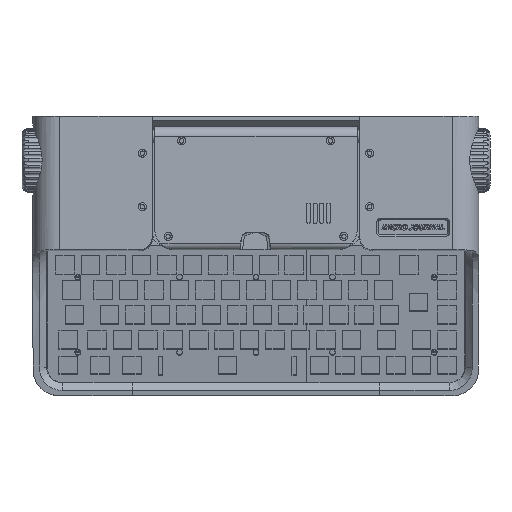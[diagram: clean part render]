
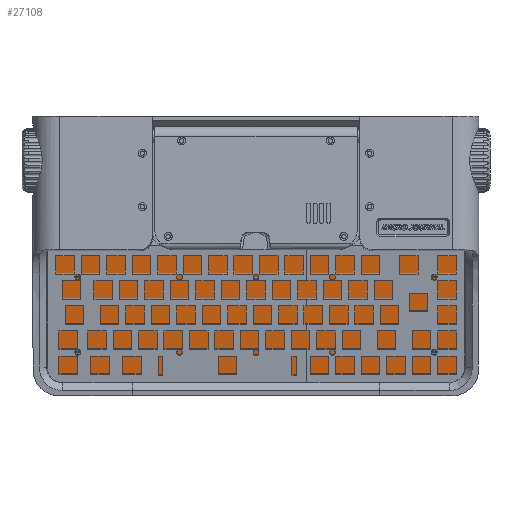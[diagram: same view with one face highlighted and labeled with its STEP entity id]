
A CAD part, top view. The second image highlights one B-rep face of the part: STEP entity #27108.
In plain terms, the highlighted planar face has unit normal (0, -0.174, 0.985).
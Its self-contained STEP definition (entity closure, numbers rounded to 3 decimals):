
#785=FACE_BOUND('',#4129,.T.);
#786=FACE_BOUND('',#4130,.T.);
#787=FACE_BOUND('',#4131,.T.);
#788=FACE_BOUND('',#4132,.T.);
#1050=CIRCLE('',#28685,1.2);
#1052=CIRCLE('',#28688,1.2);
#1054=CIRCLE('',#28691,1.2);
#1056=CIRCLE('',#28694,1.2);
#2544=FACE_OUTER_BOUND('',#4128,.T.);
#4128=EDGE_LOOP('',(#19183,#19184,#19185,#19186));
#4129=EDGE_LOOP('',(#19187));
#4130=EDGE_LOOP('',(#19188));
#4131=EDGE_LOOP('',(#19189));
#4132=EDGE_LOOP('',(#19190));
#6246=LINE('',#39237,#9028);
#6250=LINE('',#39245,#9032);
#6253=LINE('',#39251,#9035);
#6256=LINE('',#39256,#9038);
#9028=VECTOR('',#31779,10.);
#9032=VECTOR('',#31785,10.);
#9035=VECTOR('',#31790,10.);
#9038=VECTOR('',#31795,10.);
#11618=VERTEX_POINT('',#39213);
#11620=VERTEX_POINT('',#39219);
#11622=VERTEX_POINT('',#39225);
#11624=VERTEX_POINT('',#39231);
#11625=VERTEX_POINT('',#39235);
#11626=VERTEX_POINT('',#39236);
#11629=VERTEX_POINT('',#39244);
#11631=VERTEX_POINT('',#39250);
#14501=EDGE_CURVE('',#11618,#11618,#1050,.T.);
#14504=EDGE_CURVE('',#11620,#11620,#1052,.T.);
#14507=EDGE_CURVE('',#11622,#11622,#1054,.T.);
#14510=EDGE_CURVE('',#11624,#11624,#1056,.T.);
#14511=EDGE_CURVE('',#11625,#11626,#6246,.T.);
#14515=EDGE_CURVE('',#11629,#11625,#6250,.T.);
#14518=EDGE_CURVE('',#11631,#11629,#6253,.T.);
#14521=EDGE_CURVE('',#11626,#11631,#6256,.T.);
#19183=ORIENTED_EDGE('',*,*,#14521,.F.);
#19184=ORIENTED_EDGE('',*,*,#14511,.F.);
#19185=ORIENTED_EDGE('',*,*,#14515,.F.);
#19186=ORIENTED_EDGE('',*,*,#14518,.F.);
#19187=ORIENTED_EDGE('',*,*,#14510,.T.);
#19188=ORIENTED_EDGE('',*,*,#14507,.T.);
#19189=ORIENTED_EDGE('',*,*,#14504,.T.);
#19190=ORIENTED_EDGE('',*,*,#14501,.T.);
#26223=PLANE('',#28699);
#27108=ADVANCED_FACE('',(#2544,#785,#786,#787,#788),#26223,.T.);
#28685=AXIS2_PLACEMENT_3D('',#39215,#31754,#31755);
#28688=AXIS2_PLACEMENT_3D('',#39221,#31761,#31762);
#28691=AXIS2_PLACEMENT_3D('',#39227,#31768,#31769);
#28694=AXIS2_PLACEMENT_3D('',#39233,#31775,#31776);
#28699=AXIS2_PLACEMENT_3D('',#39258,#31797,#31798);
#31754=DIRECTION('center_axis',(0.,0.174,-0.985));
#31755=DIRECTION('ref_axis',(1.,0.,0.));
#31761=DIRECTION('center_axis',(0.,0.174,-0.985));
#31762=DIRECTION('ref_axis',(1.,0.,0.));
#31768=DIRECTION('center_axis',(0.,0.174,-0.985));
#31769=DIRECTION('ref_axis',(1.,0.,0.));
#31775=DIRECTION('center_axis',(0.,0.174,-0.985));
#31776=DIRECTION('ref_axis',(1.,0.,0.));
#31779=DIRECTION('',(0.,-0.985,-0.174));
#31785=DIRECTION('',(1.,0.,0.));
#31790=DIRECTION('',(0.,0.985,0.174));
#31795=DIRECTION('',(-1.,0.,0.));
#31797=DIRECTION('center_axis',(0.,-0.174,0.985));
#31798=DIRECTION('ref_axis',(1.,0.,0.));
#39213=CARTESIAN_POINT('',(132.15,-28.631,-7.079));
#39215=CARTESIAN_POINT('Origin',(133.35,-28.631,-7.079));
#39219=CARTESIAN_POINT('',(132.15,27.503,2.819));
#39221=CARTESIAN_POINT('Origin',(133.35,27.503,2.819));
#39225=CARTESIAN_POINT('',(-134.55,-28.631,-7.079));
#39227=CARTESIAN_POINT('Origin',(-133.35,-28.631,-7.079));
#39231=CARTESIAN_POINT('',(-134.55,27.503,2.819));
#39233=CARTESIAN_POINT('Origin',(-133.35,27.503,2.819));
#39235=CARTESIAN_POINT('',(153.35,50.646,6.899));
#39236=CARTESIAN_POINT('',(153.35,-48.327,-10.552));
#39237=CARTESIAN_POINT('',(153.35,50.646,6.899));
#39244=CARTESIAN_POINT('',(-153.35,50.646,6.899));
#39245=CARTESIAN_POINT('',(-153.35,50.646,6.899));
#39250=CARTESIAN_POINT('',(-153.35,-48.327,-10.552));
#39251=CARTESIAN_POINT('',(-153.35,-48.327,-10.552));
#39256=CARTESIAN_POINT('',(153.35,-48.327,-10.552));
#39258=CARTESIAN_POINT('Origin',(0.,1.16,-1.826));
